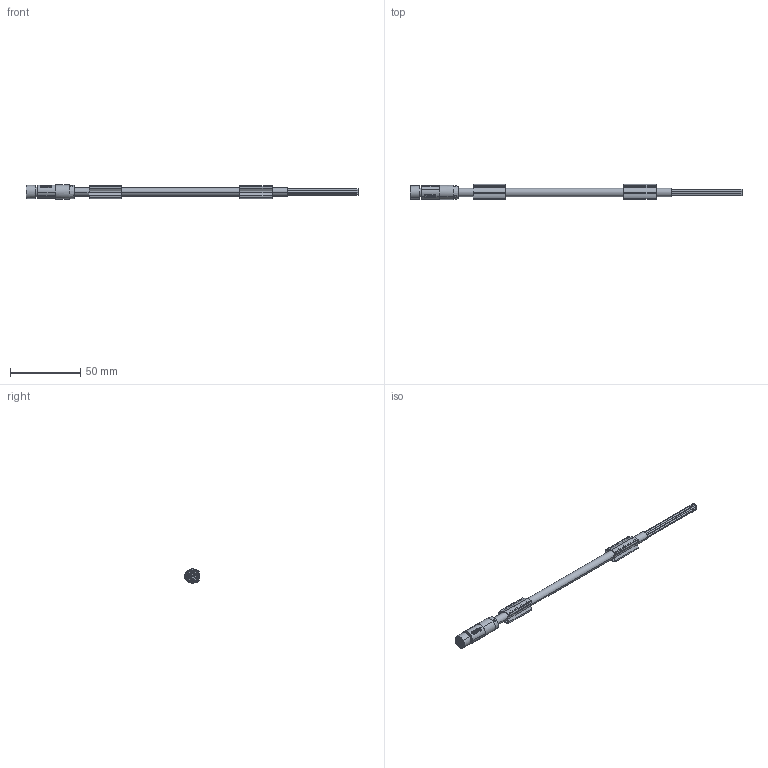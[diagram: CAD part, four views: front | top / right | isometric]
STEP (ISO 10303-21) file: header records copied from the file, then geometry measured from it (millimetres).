
FILE_DESCRIPTION(('SolidDesigner STEP Export'),'2;1');
FILE_NAME('1404190.stp','2012-07-25T11:15:29',(''),(''),'CoCreate Modeling STEP processor for AP214 (Solid Model)','CoCreate Modeling 16.00E 25-Sep-2009 (C) Parametric Technology GmbH','');
FILE_SCHEMA(('AUTOMOTIVE_DESIGN { 1 0 10303 214 1 1 1 1 }'));
Length unit declared in the file: millimetre
Products named in the file (2): 1404190
Assembly tree (1 placements, depth 2):
  1404190
    1404190
Bounding box: 235.8 x 10.71 x 9.98 mm (x, y, z)
Volume: 7959 mm3; surface area: 8762.4 mm2
Topology: 1 solids, 1 shells, 559 faces, 1470 edges, 971 vertices
Faces by surface type: plane 327, cylinder 136, extrusion 58, cone 16, torus 12, bspline 10
Entity records: 23523 total; most frequent: CARTESIAN_POINT 5999, ORIENTED_EDGE 2940, DIRECTION 2305, EDGE_CURVE 1470, VECTOR 1027, VERTEX_POINT 971, LINE 969, AXIS2_PLACEMENT_3D 639
